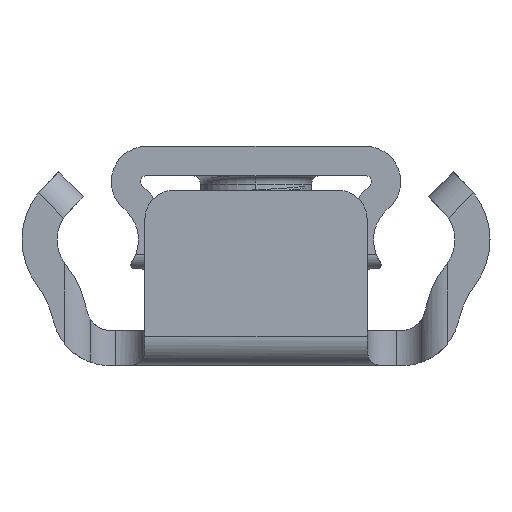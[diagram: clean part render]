
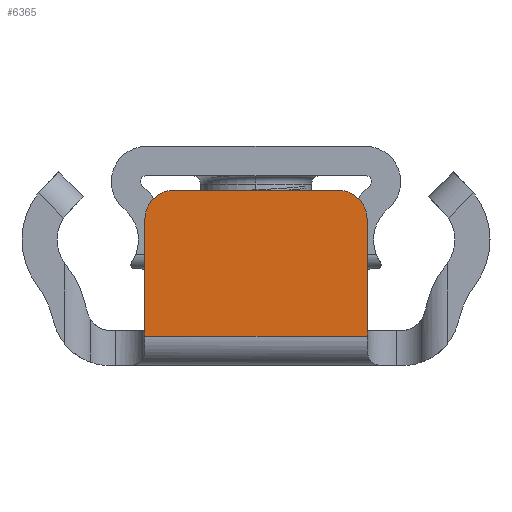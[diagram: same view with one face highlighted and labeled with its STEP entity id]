
A CAD part, left-side view. The second image highlights one B-rep face of the part: STEP entity #6365.
In plain terms, the highlighted planar face has unit normal (-1, 0, 0).
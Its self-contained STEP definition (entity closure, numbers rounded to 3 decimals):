
#57 = DIRECTION ( 'NONE',  ( 0., 0., -1. ) ) ;
#65 = EDGE_CURVE ( 'NONE', #1018, #5001, #3914, .T. ) ;
#376 = VERTEX_POINT ( 'NONE', #1937 ) ;
#502 = CARTESIAN_POINT ( 'NONE',  ( 0., 3.8, 1. ) ) ;
#518 = CARTESIAN_POINT ( 'NONE',  ( 0., -4.983, 2. ) ) ;
#534 = ORIENTED_EDGE ( 'NONE', *, *, #3822, .T. ) ;
#555 = CARTESIAN_POINT ( 'NONE',  ( 0., -3.8, 1.2 ) ) ;
#616 = DIRECTION ( 'NONE',  ( 0., 0., 1. ) ) ;
#776 = VERTEX_POINT ( 'NONE', #555 ) ;
#916 = ORIENTED_EDGE ( 'NONE', *, *, #1247, .T. ) ;
#1005 = DIRECTION ( 'NONE',  ( -1., 0., 0. ) ) ;
#1018 = VERTEX_POINT ( 'NONE', #4954 ) ;
#1117 = AXIS2_PLACEMENT_3D ( 'NONE', #518, #5684, #3104 ) ;
#1120 = EDGE_CURVE ( 'NONE', #4618, #5210, #5768, .T. ) ;
#1161 = EDGE_CURVE ( 'NONE', #6690, #4618, #2132, .T. ) ;
#1207 = VECTOR ( 'NONE', #4179, 1000. ) ;
#1247 = EDGE_CURVE ( 'NONE', #5210, #776, #3738, .T. ) ;
#1302 = LINE ( 'NONE', #5450, #4807 ) ;
#1367 = ORIENTED_EDGE ( 'NONE', *, *, #6163, .T. ) ;
#1569 = CARTESIAN_POINT ( 'NONE',  ( 0., -2.8, 5. ) ) ;
#1779 = CARTESIAN_POINT ( 'NONE',  ( 0., 3.8, 5. ) ) ;
#1789 = CARTESIAN_POINT ( 'NONE',  ( 0., -3.8, -1.3 ) ) ;
#1905 = LINE ( 'NONE', #3986, #6533 ) ;
#1937 = CARTESIAN_POINT ( 'NONE',  ( 0., -3.8, 5. ) ) ;
#2105 = CARTESIAN_POINT ( 'NONE',  ( 0., 3.8, 1.2 ) ) ;
#2132 = LINE ( 'NONE', #4592, #1207 ) ;
#2215 = CARTESIAN_POINT ( 'NONE',  ( 0., -3.8, 1. ) ) ;
#2232 = DIRECTION ( 'NONE',  ( 0., 0., 1. ) ) ;
#2580 = CARTESIAN_POINT ( 'NONE',  ( 0., 3.8, 1.2 ) ) ;
#2609 = AXIS2_PLACEMENT_3D ( 'NONE', #3180, #1005, #3081 ) ;
#2869 = DIRECTION ( 'NONE',  ( 0., 0., 1. ) ) ;
#3081 = DIRECTION ( 'NONE',  ( 0., 0., 1. ) ) ;
#3086 = EDGE_CURVE ( 'NONE', #5310, #1018, #1905, .T. ) ;
#3104 = DIRECTION ( 'NONE',  ( 0., 0., -1. ) ) ;
#3170 = PLANE ( 'NONE',  #1117 ) ;
#3180 = CARTESIAN_POINT ( 'NONE',  ( 0., 2.8, 5. ) ) ;
#3204 = DIRECTION ( 'NONE',  ( -1., 0., 0. ) ) ;
#3738 = LINE ( 'NONE', #1789, #4138 ) ;
#3794 = ORIENTED_EDGE ( 'NONE', *, *, #1161, .T. ) ;
#3822 = EDGE_CURVE ( 'NONE', #376, #5310, #5973, .T. ) ;
#3914 = CIRCLE ( 'NONE', #2609, 1. ) ;
#3986 = CARTESIAN_POINT ( 'NONE',  ( 0., -2.8, 6. ) ) ;
#4138 = VECTOR ( 'NONE', #2232, 1000. ) ;
#4177 = EDGE_CURVE ( 'NONE', #5001, #6690, #6145, .T. ) ;
#4179 = DIRECTION ( 'NONE',  ( 0., 0., -1. ) ) ;
#4592 = CARTESIAN_POINT ( 'NONE',  ( 0., 3.8, -1.3 ) ) ;
#4618 = VERTEX_POINT ( 'NONE', #502 ) ;
#4624 = DIRECTION ( 'NONE',  ( 0., -1., 0. ) ) ;
#4807 = VECTOR ( 'NONE', #2869, 1000. ) ;
#4954 = CARTESIAN_POINT ( 'NONE',  ( 0., 2.8, 6. ) ) ;
#5001 = VERTEX_POINT ( 'NONE', #1779 ) ;
#5007 = AXIS2_PLACEMENT_3D ( 'NONE', #1569, #3204, #616 ) ;
#5050 = ORIENTED_EDGE ( 'NONE', *, *, #1120, .T. ) ;
#5210 = VERTEX_POINT ( 'NONE', #2215 ) ;
#5310 = VERTEX_POINT ( 'NONE', #6281 ) ;
#5328 = VECTOR ( 'NONE', #57, 1000. ) ;
#5450 = CARTESIAN_POINT ( 'NONE',  ( 0., -3.8, 1.2 ) ) ;
#5684 = DIRECTION ( 'NONE',  ( 1., 0., 0. ) ) ;
#5768 = LINE ( 'NONE', #6270, #6188 ) ;
#5966 = ORIENTED_EDGE ( 'NONE', *, *, #3086, .T. ) ;
#5973 = CIRCLE ( 'NONE', #5007, 1. ) ;
#6145 = LINE ( 'NONE', #2580, #5328 ) ;
#6163 = EDGE_CURVE ( 'NONE', #776, #376, #1302, .T. ) ;
#6183 = FACE_OUTER_BOUND ( 'NONE', #6587, .T. ) ;
#6188 = VECTOR ( 'NONE', #4624, 1000. ) ;
#6270 = CARTESIAN_POINT ( 'NONE',  ( 0., -4.983, 1. ) ) ;
#6281 = CARTESIAN_POINT ( 'NONE',  ( 0., -2.8, 6. ) ) ;
#6365 = ADVANCED_FACE ( 'NONE', ( #6183 ), #3170, .F. ) ;
#6533 = VECTOR ( 'NONE', #6564, 1000. ) ;
#6549 = ORIENTED_EDGE ( 'NONE', *, *, #4177, .T. ) ;
#6564 = DIRECTION ( 'NONE',  ( 0., 1., 0. ) ) ;
#6587 = EDGE_LOOP ( 'NONE', ( #3794, #5050, #916, #1367, #534, #5966, #6602, #6549 ) ) ;
#6602 = ORIENTED_EDGE ( 'NONE', *, *, #65, .T. ) ;
#6690 = VERTEX_POINT ( 'NONE', #2105 ) ;
